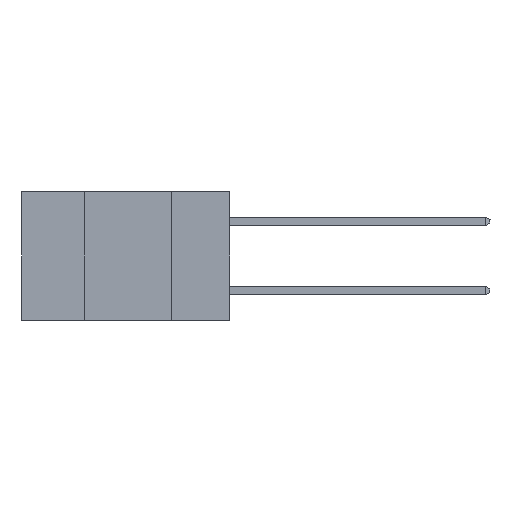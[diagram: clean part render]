
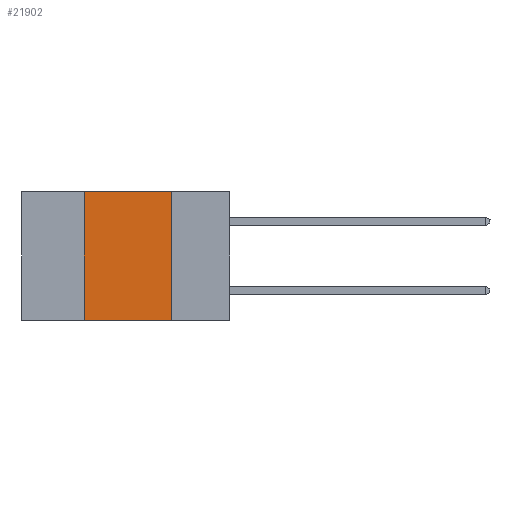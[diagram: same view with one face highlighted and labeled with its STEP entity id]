
A CAD part, left-side view. The second image highlights one B-rep face of the part: STEP entity #21902.
In plain terms, the highlighted planar face has unit normal (-1, 0, 0).
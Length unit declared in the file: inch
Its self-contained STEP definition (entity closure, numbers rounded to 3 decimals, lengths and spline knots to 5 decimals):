
#199 = CARTESIAN_POINT ( 'NONE',  ( 0., 0.17, 0. ) ) ;
#1415 = ORIENTED_EDGE ( 'NONE', *, *, #3435, .F. ) ;
#2022 = VECTOR ( 'NONE', #20063, 39.37008 ) ;
#3435 = EDGE_CURVE ( 'NONE', #24344, #4873, #14391, .T. ) ;
#4859 = DIRECTION ( 'NONE',  ( 0., 0., -1. ) ) ;
#4873 = VERTEX_POINT ( 'NONE', #21666 ) ;
#4990 = EDGE_LOOP ( 'NONE', ( #1415, #24493, #23144, #11200 ) ) ;
#5815 = VERTEX_POINT ( 'NONE', #13828 ) ;
#5821 = CARTESIAN_POINT ( 'NONE',  ( 0., 0.42, -0.37 ) ) ;
#5860 = EDGE_CURVE ( 'NONE', #5815, #4873, #24043, .T. ) ;
#6909 = CARTESIAN_POINT ( 'NONE',  ( 0., 0.42, 0. ) ) ;
#8542 = CARTESIAN_POINT ( 'NONE',  ( 0., 0.17, -0.37 ) ) ;
#8781 = VECTOR ( 'NONE', #12682, 39.37008 ) ;
#9197 = VECTOR ( 'NONE', #23024, 39.37008 ) ;
#10764 = AXIS2_PLACEMENT_3D ( 'NONE', #15711, #23625, #20022 ) ;
#11200 = ORIENTED_EDGE ( 'NONE', *, *, #5860, .T. ) ;
#11544 = LINE ( 'NONE', #5821, #9197 ) ;
#12436 = LINE ( 'NONE', #22264, #8781 ) ;
#12682 = DIRECTION ( 'NONE',  ( 0., -1., 0. ) ) ;
#13828 = CARTESIAN_POINT ( 'NONE',  ( 0., 0.42, -0.37 ) ) ;
#14391 = LINE ( 'NONE', #8542, #24207 ) ;
#15711 = CARTESIAN_POINT ( 'NONE',  ( 0., 0.6, 0. ) ) ;
#15996 = CARTESIAN_POINT ( 'NONE',  ( 0., 0.6, -0.37 ) ) ;
#19784 = PLANE ( 'NONE',  #10764 ) ;
#20022 = DIRECTION ( 'NONE',  ( 0., 0., -1. ) ) ;
#20063 = DIRECTION ( 'NONE',  ( 0., -1., 0. ) ) ;
#21666 = CARTESIAN_POINT ( 'NONE',  ( 0., 0.17, -0.37 ) ) ;
#21902 = ADVANCED_FACE ( 'NONE', ( #23503 ), #19784, .F. ) ;
#22044 = VERTEX_POINT ( 'NONE', #6909 ) ;
#22264 = CARTESIAN_POINT ( 'NONE',  ( 0., 0.6, 0. ) ) ;
#23024 = DIRECTION ( 'NONE',  ( 0., 0., 1. ) ) ;
#23144 = ORIENTED_EDGE ( 'NONE', *, *, #23710, .F. ) ;
#23503 = FACE_OUTER_BOUND ( 'NONE', #4990, .T. ) ;
#23519 = EDGE_CURVE ( 'NONE', #22044, #24344, #12436, .T. ) ;
#23625 = DIRECTION ( 'NONE',  ( 1., 0., 0. ) ) ;
#23710 = EDGE_CURVE ( 'NONE', #5815, #22044, #11544, .T. ) ;
#24043 = LINE ( 'NONE', #15996, #2022 ) ;
#24207 = VECTOR ( 'NONE', #4859, 39.37008 ) ;
#24344 = VERTEX_POINT ( 'NONE', #199 ) ;
#24493 = ORIENTED_EDGE ( 'NONE', *, *, #23519, .F. ) ;
